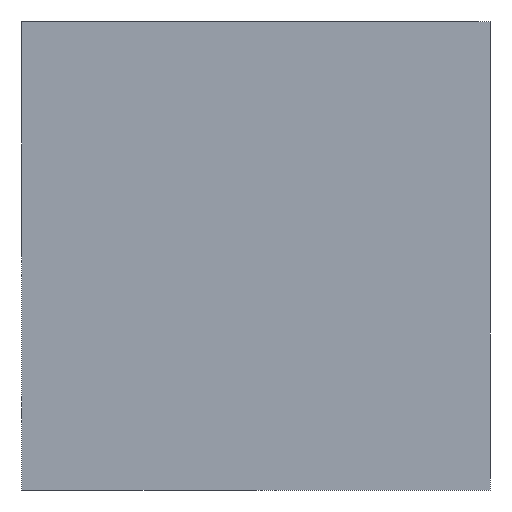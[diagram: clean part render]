
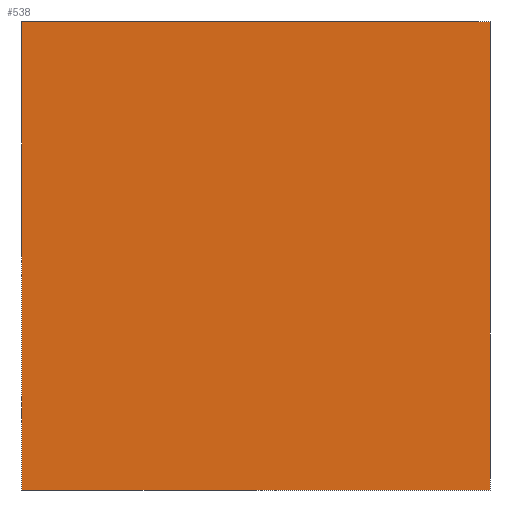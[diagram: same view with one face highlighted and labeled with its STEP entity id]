
A CAD part, front view. The second image highlights one B-rep face of the part: STEP entity #538.
In plain terms, the highlighted planar face has unit normal (0, -1, 0).
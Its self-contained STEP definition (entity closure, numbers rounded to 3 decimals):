
#1 = EDGE_CURVE ( 'NONE', #885, #476, #698, .T. ) ;
#9 = ORIENTED_EDGE ( 'NONE', *, *, #307, .F. ) ;
#32 = LINE ( 'NONE', #186, #606 ) ;
#46 = CARTESIAN_POINT ( 'NONE',  ( -275., 0., 275. ) ) ;
#66 = DIRECTION ( 'NONE',  ( -1., 0., 0. ) ) ;
#69 = CARTESIAN_POINT ( 'NONE',  ( 275., 0., -275. ) ) ;
#127 = DIRECTION ( 'NONE',  ( 0., 0., -1. ) ) ;
#167 = CARTESIAN_POINT ( 'NONE',  ( 0., 0., 0. ) ) ;
#186 = CARTESIAN_POINT ( 'NONE',  ( -275., 0., 275. ) ) ;
#193 = LINE ( 'NONE', #664, #585 ) ;
#195 = EDGE_CURVE ( 'NONE', #699, #375, #957, .T. ) ;
#206 = CARTESIAN_POINT ( 'NONE',  ( -275., 0., -275. ) ) ;
#219 = VECTOR ( 'NONE', #880, 1000. ) ;
#260 = EDGE_LOOP ( 'NONE', ( #509, #946, #9, #485 ) ) ;
#307 = EDGE_CURVE ( 'NONE', #375, #885, #193, .T. ) ;
#331 = CARTESIAN_POINT ( 'NONE',  ( 275., 0., 275. ) ) ;
#355 = DIRECTION ( 'NONE',  ( 0., 0., 1. ) ) ;
#375 = VERTEX_POINT ( 'NONE', #758 ) ;
#400 = EDGE_CURVE ( 'NONE', #476, #699, #32, .T. ) ;
#470 = CARTESIAN_POINT ( 'NONE',  ( 275., 0., -275. ) ) ;
#476 = VERTEX_POINT ( 'NONE', #206 ) ;
#485 = ORIENTED_EDGE ( 'NONE', *, *, #195, .F. ) ;
#509 = ORIENTED_EDGE ( 'NONE', *, *, #400, .F. ) ;
#538 = ADVANCED_FACE ( 'NONE', ( #866 ), #956, .F. ) ;
#547 = DIRECTION ( 'NONE',  ( 0., 0., 1. ) ) ;
#585 = VECTOR ( 'NONE', #127, 1000. ) ;
#606 = VECTOR ( 'NONE', #355, 1000. ) ;
#664 = CARTESIAN_POINT ( 'NONE',  ( 275., 0., 275. ) ) ;
#698 = LINE ( 'NONE', #69, #769 ) ;
#699 = VERTEX_POINT ( 'NONE', #46 ) ;
#739 = AXIS2_PLACEMENT_3D ( 'NONE', #167, #943, #547 ) ;
#758 = CARTESIAN_POINT ( 'NONE',  ( 275., 0., 275. ) ) ;
#769 = VECTOR ( 'NONE', #66, 1000. ) ;
#866 = FACE_OUTER_BOUND ( 'NONE', #260, .T. ) ;
#880 = DIRECTION ( 'NONE',  ( 1., 0., 0. ) ) ;
#885 = VERTEX_POINT ( 'NONE', #470 ) ;
#943 = DIRECTION ( 'NONE',  ( 0., 1., 0. ) ) ;
#946 = ORIENTED_EDGE ( 'NONE', *, *, #1, .F. ) ;
#956 = PLANE ( 'NONE',  #739 ) ;
#957 = LINE ( 'NONE', #331, #219 ) ;
